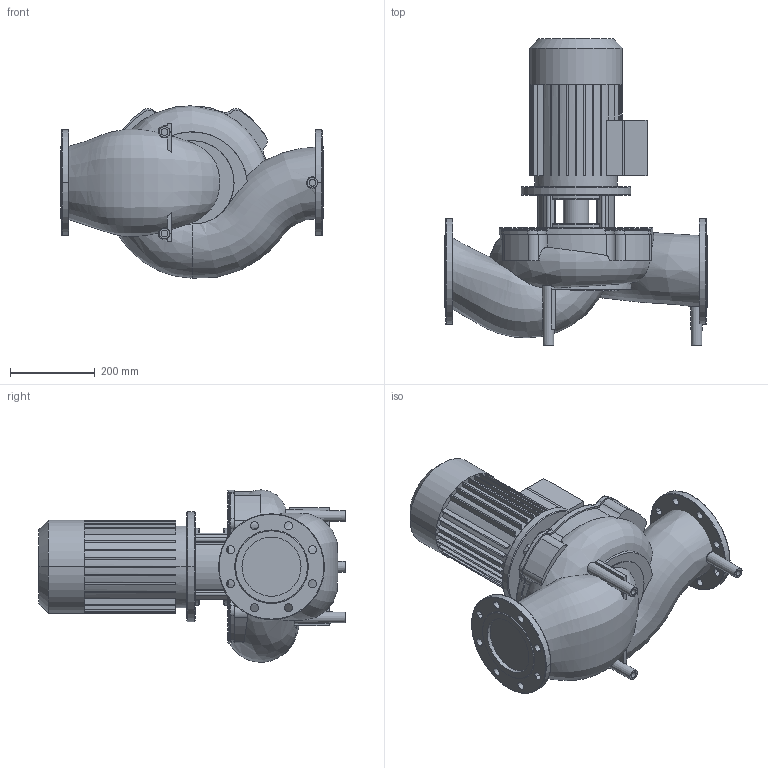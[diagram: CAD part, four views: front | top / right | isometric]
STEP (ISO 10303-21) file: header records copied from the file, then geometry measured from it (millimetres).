
FILE_DESCRIPTION((''),'2;1');
FILE_NAME('3d_IL125_160-3_4-2120794.stp','2016-05-24T12:05:19',(''),(''),'Mechanical Desktop 2009','Mechanical Desktop 2009',', , ');
FILE_SCHEMA(('CONFIG_CONTROL_DESIGN'));
Length unit declared in the file: millimetre
Products named in the file (1): Product
Bounding box: 620 x 726.03 x 407.71 mm (x, y, z)
Volume: 45310205.6 mm3; surface area: 1813588.7 mm2
Topology: 10 solids, 10 shells, 532 faces, 1425 edges, 916 vertices
Faces by surface type: bspline 151, cylinder 149, plane 148, torus 72, cone 12
Entity records: 27472 total; most frequent: CARTESIAN_POINT 14354, ORIENTED_EDGE 2818, DIRECTION 2654, EDGE_CURVE 1409, AXIS2_PLACEMENT_3D 1045, VERTEX_POINT 912, CIRCLE 664, EDGE_LOOP 599
